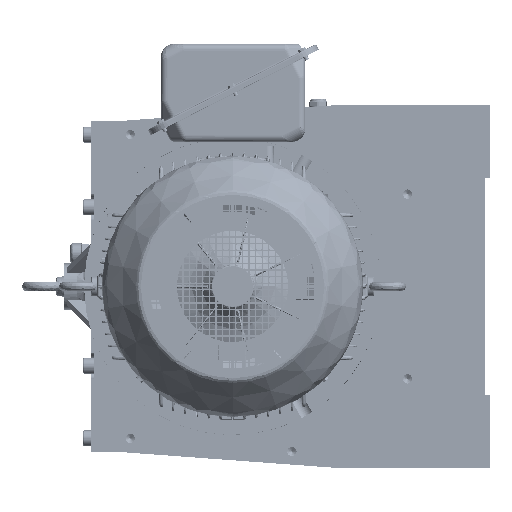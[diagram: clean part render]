
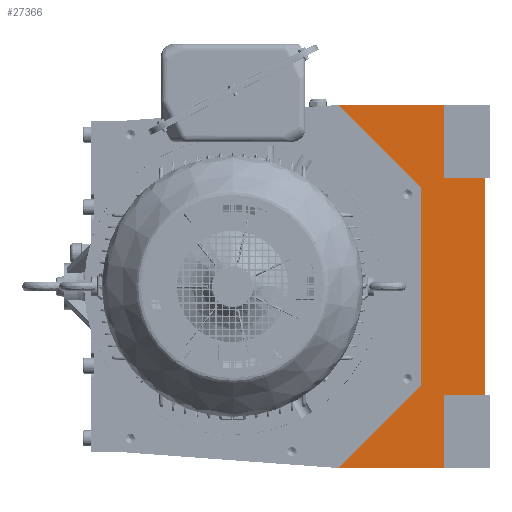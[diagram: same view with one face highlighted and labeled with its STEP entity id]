
A CAD part, left-side view. The second image highlights one B-rep face of the part: STEP entity #27366.
In plain terms, the highlighted planar face has unit normal (-1, 0, 0).
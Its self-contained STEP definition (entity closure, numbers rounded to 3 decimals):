
#382 = ORIENTED_EDGE ( 'NONE', *, *, #9179, .F. ) ;
#8470 = DIRECTION ( 'NONE',  ( 0., 0., 1. ) ) ;
#9179 = EDGE_CURVE ( 'NONE', #201424, #126801, #184157, .T. ) ;
#10417 = CARTESIAN_POINT ( 'NONE',  ( 0., -320., 275. ) ) ;
#10553 = DIRECTION ( 'NONE',  ( 0., -1., 0. ) ) ;
#10783 = FACE_OUTER_BOUND ( 'NONE', #298813, .T. ) ;
#18703 = CARTESIAN_POINT ( 'NONE',  ( 0., -160., 275. ) ) ;
#19748 = CARTESIAN_POINT ( 'NONE',  ( 0., 180., 250. ) ) ;
#27366 = ADVANCED_FACE ( 'NONE', ( #10783 ), #103695, .T. ) ;
#34892 = DIRECTION ( 'NONE',  ( 0., 0.707, -0.707 ) ) ;
#36279 = DIRECTION ( 'NONE',  ( 0., 1., 0. ) ) ;
#44091 = EDGE_CURVE ( 'NONE', #288659, #126801, #217552, .T. ) ;
#44299 = LINE ( 'NONE', #251471, #130024 ) ;
#48290 = EDGE_CURVE ( 'NONE', #170537, #239702, #234439, .T. ) ;
#54614 = ORIENTED_EDGE ( 'NONE', *, *, #254118, .T. ) ;
#55708 = ORIENTED_EDGE ( 'NONE', *, *, #293644, .T. ) ;
#59029 = LINE ( 'NONE', #244835, #271214 ) ;
#76831 = LINE ( 'NONE', #264028, #296069 ) ;
#79130 = LINE ( 'NONE', #191813, #124312 ) ;
#87126 = DIRECTION ( 'NONE',  ( 0., 0., -1. ) ) ;
#92001 = CARTESIAN_POINT ( 'NONE',  ( 0., -285., 150. ) ) ;
#92839 = DIRECTION ( 'NONE',  ( 0., -1., 0. ) ) ;
#103695 = PLANE ( 'NONE',  #269064 ) ;
#109074 = VECTOR ( 'NONE', #140065, 1000. ) ;
#124312 = VECTOR ( 'NONE', #10553, 1000. ) ;
#125756 = CARTESIAN_POINT ( 'NONE',  ( 0., -383., 250. ) ) ;
#126801 = VERTEX_POINT ( 'NONE', #275132 ) ;
#129626 = ORIENTED_EDGE ( 'NONE', *, *, #144207, .T. ) ;
#130024 = VECTOR ( 'NONE', #87126, 1000. ) ;
#130905 = DIRECTION ( 'NONE',  ( 0., 0., 1. ) ) ;
#133626 = EDGE_CURVE ( 'NONE', #201424, #148568, #293732, .T. ) ;
#140065 = DIRECTION ( 'NONE',  ( 0., -0.707, -0.707 ) ) ;
#141615 = CARTESIAN_POINT ( 'NONE',  ( 0., -285., 150. ) ) ;
#144207 = EDGE_CURVE ( 'NONE', #192132, #286708, #273867, .T. ) ;
#144271 = VERTEX_POINT ( 'NONE', #288567 ) ;
#148568 = VERTEX_POINT ( 'NONE', #284819 ) ;
#151118 = EDGE_CURVE ( 'NONE', #170537, #240818, #76831, .T. ) ;
#152454 = VECTOR ( 'NONE', #8470, 1000. ) ;
#154879 = ORIENTED_EDGE ( 'NONE', *, *, #195915, .T. ) ;
#170466 = CARTESIAN_POINT ( 'NONE',  ( 0., -160., -275. ) ) ;
#170537 = VERTEX_POINT ( 'NONE', #18703 ) ;
#171235 = DIRECTION ( 'NONE',  ( 0., -1., 0. ) ) ;
#184157 = LINE ( 'NONE', #208399, #277466 ) ;
#185623 = CARTESIAN_POINT ( 'NONE',  ( 0., -320., 250. ) ) ;
#186985 = VECTOR ( 'NONE', #34892, 1000. ) ;
#191813 = CARTESIAN_POINT ( 'NONE',  ( 0., 180., -165. ) ) ;
#192132 = VERTEX_POINT ( 'NONE', #194169 ) ;
#194169 = CARTESIAN_POINT ( 'NONE',  ( 0., -383., -165. ) ) ;
#195915 = EDGE_CURVE ( 'NONE', #144271, #240818, #301183, .T. ) ;
#201424 = VERTEX_POINT ( 'NONE', #230519 ) ;
#208399 = CARTESIAN_POINT ( 'NONE',  ( 0., -160., -275. ) ) ;
#212186 = EDGE_CURVE ( 'NONE', #239702, #288659, #44299, .T. ) ;
#215455 = ORIENTED_EDGE ( 'NONE', *, *, #48290, .T. ) ;
#217552 = LINE ( 'NONE', #170466, #186985 ) ;
#221302 = VECTOR ( 'NONE', #130905, 1000. ) ;
#225534 = CARTESIAN_POINT ( 'NONE',  ( 0., -285., -150. ) ) ;
#230519 = CARTESIAN_POINT ( 'NONE',  ( 0., -320., -275. ) ) ;
#232716 = DIRECTION ( 'NONE',  ( 0., 0., 1. ) ) ;
#234439 = LINE ( 'NONE', #141615, #109074 ) ;
#234861 = ORIENTED_EDGE ( 'NONE', *, *, #212186, .T. ) ;
#239702 = VERTEX_POINT ( 'NONE', #92001 ) ;
#240818 = VERTEX_POINT ( 'NONE', #10417 ) ;
#244835 = CARTESIAN_POINT ( 'NONE',  ( 0., 180., 165. ) ) ;
#246555 = CARTESIAN_POINT ( 'NONE',  ( 0., -320., 250. ) ) ;
#251471 = CARTESIAN_POINT ( 'NONE',  ( 0., -285., -150. ) ) ;
#254118 = EDGE_CURVE ( 'NONE', #286708, #144271, #59029, .T. ) ;
#255683 = DIRECTION ( 'NONE',  ( -1., 0., 0. ) ) ;
#259126 = VECTOR ( 'NONE', #232716, 1000. ) ;
#263743 = ORIENTED_EDGE ( 'NONE', *, *, #133626, .T. ) ;
#264028 = CARTESIAN_POINT ( 'NONE',  ( 0., -160., 275. ) ) ;
#269064 = AXIS2_PLACEMENT_3D ( 'NONE', #19748, #255683, #92839 ) ;
#271214 = VECTOR ( 'NONE', #36279, 1000. ) ;
#273867 = LINE ( 'NONE', #125756, #152454 ) ;
#275132 = CARTESIAN_POINT ( 'NONE',  ( 0., -160., -275. ) ) ;
#276889 = DIRECTION ( 'NONE',  ( 0., 1., 0. ) ) ;
#277466 = VECTOR ( 'NONE', #276889, 1000. ) ;
#283479 = CARTESIAN_POINT ( 'NONE',  ( 0., -383., 165. ) ) ;
#284819 = CARTESIAN_POINT ( 'NONE',  ( 0., -320., -165. ) ) ;
#286708 = VERTEX_POINT ( 'NONE', #283479 ) ;
#288567 = CARTESIAN_POINT ( 'NONE',  ( 0., -320., 165. ) ) ;
#288659 = VERTEX_POINT ( 'NONE', #225534 ) ;
#289514 = ORIENTED_EDGE ( 'NONE', *, *, #151118, .F. ) ;
#293644 = EDGE_CURVE ( 'NONE', #148568, #192132, #79130, .T. ) ;
#293732 = LINE ( 'NONE', #246555, #221302 ) ;
#296069 = VECTOR ( 'NONE', #171235, 1000. ) ;
#298813 = EDGE_LOOP ( 'NONE', ( #55708, #129626, #54614, #154879, #289514, #215455, #234861, #301412, #382, #263743 ) ) ;
#301183 = LINE ( 'NONE', #185623, #259126 ) ;
#301412 = ORIENTED_EDGE ( 'NONE', *, *, #44091, .T. ) ;
